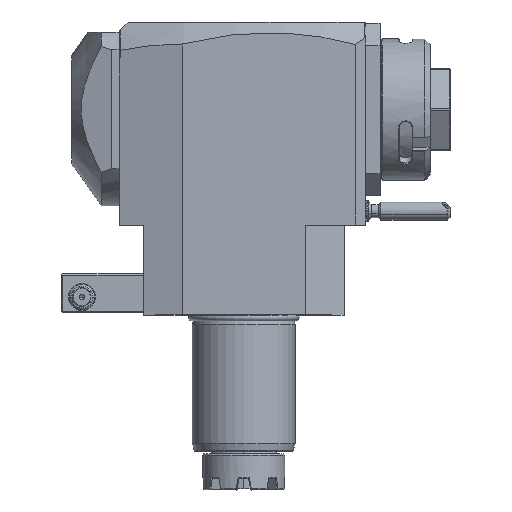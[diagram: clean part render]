
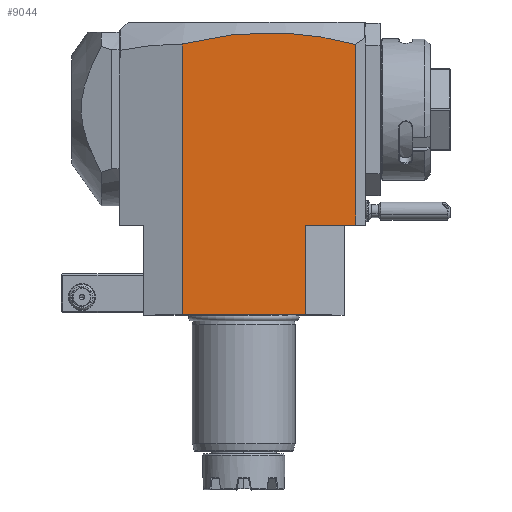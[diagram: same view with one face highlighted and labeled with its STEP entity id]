
A CAD part, top view. The second image highlights one B-rep face of the part: STEP entity #9044.
In plain terms, the highlighted planar face has unit normal (0, 0, 1).
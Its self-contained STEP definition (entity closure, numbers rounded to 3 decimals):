
#140=DIRECTION('',(0.,-1.,0.));
#141=VECTOR('',#140,70.258);
#142=CARTESIAN_POINT('',(43.5,105.258,37.5));
#143=LINE('',#142,#141);
#144=DIRECTION('',(-1.,0.,0.));
#145=VECTOR('',#144,19.5);
#146=CARTESIAN_POINT('',(43.5,35.,37.5));
#147=LINE('',#146,#145);
#148=CARTESIAN_POINT('',(-24.,105.435,37.5));
#149=CARTESIAN_POINT('',(-18.371,106.939,37.5));
#150=CARTESIAN_POINT('',(-7.115,109.162,37.5));
#151=CARTESIAN_POINT('',(9.762,110.233,37.5));
#152=CARTESIAN_POINT('',(26.635,109.072,37.5));
#153=CARTESIAN_POINT('',(37.879,106.791,37.5));
#154=CARTESIAN_POINT('',(43.5,105.258,37.5));
#218=DIRECTION('',(0.,-1.,0.));
#219=VECTOR('',#218,105.435);
#220=CARTESIAN_POINT('',(-24.,105.435,37.5));
#221=LINE('',#220,#219);
#238=DIRECTION('',(-1.,0.,0.));
#239=VECTOR('',#238,48.);
#240=CARTESIAN_POINT('',(24.,0.,37.5));
#241=LINE('',#240,#239);
#2592=DIRECTION('',(0.,1.,0.));
#2593=VECTOR('',#2592,35.);
#2594=CARTESIAN_POINT('',(24.,0.,37.5));
#2595=LINE('',#2594,#2593);
#8208=VERTEX_POINT('',#148);
#8209=VERTEX_POINT('',#154);
#8551=CARTESIAN_POINT('',(43.5,35.,37.5));
#8552=VERTEX_POINT('',#8551);
#8593=CARTESIAN_POINT('',(24.,0.,37.5));
#8594=VERTEX_POINT('',#8593);
#8595=CARTESIAN_POINT('',(-24.,0.,37.5));
#8596=VERTEX_POINT('',#8595);
#8795=CARTESIAN_POINT('',(24.,35.,37.5));
#8796=VERTEX_POINT('',#8795);
#9026=CARTESIAN_POINT('',(-39.202,35.,37.5));
#9027=DIRECTION('',(0.,0.,1.));
#9028=DIRECTION('',(1.,0.,0.));
#9029=AXIS2_PLACEMENT_3D('',#9026,#9027,#9028);
#9030=PLANE('',#9029);
#9032=ORIENTED_EDGE('',*,*,#9031,.T.);
#9033=ORIENTED_EDGE('',*,*,#9010,.T.);
#9035=ORIENTED_EDGE('',*,*,#9034,.F.);
#9037=ORIENTED_EDGE('',*,*,#9036,.T.);
#9039=ORIENTED_EDGE('',*,*,#9038,.F.);
#9041=ORIENTED_EDGE('',*,*,#9040,.T.);
#9042=EDGE_LOOP('',(#9032,#9033,#9035,#9037,#9039,#9041));
#9043=FACE_OUTER_BOUND('',#9042,.F.);
#155=B_SPLINE_CURVE_WITH_KNOTS('',3,(#148,#149,#150,#151,#152,#153,#154),
.UNSPECIFIED.,.F.,.F.,(4,1,1,1,4),(0.,0.25,0.5,0.75,1.),
.UNSPECIFIED.);
#9010=EDGE_CURVE('',#8552,#8796,#147,.T.);
#9031=EDGE_CURVE('',#8209,#8552,#143,.T.);
#9034=EDGE_CURVE('',#8594,#8796,#2595,.T.);
#9036=EDGE_CURVE('',#8594,#8596,#241,.T.);
#9038=EDGE_CURVE('',#8208,#8596,#221,.T.);
#9040=EDGE_CURVE('',#8208,#8209,#155,.T.);
#9044=ADVANCED_FACE('',(#9043),#9030,.T.);
